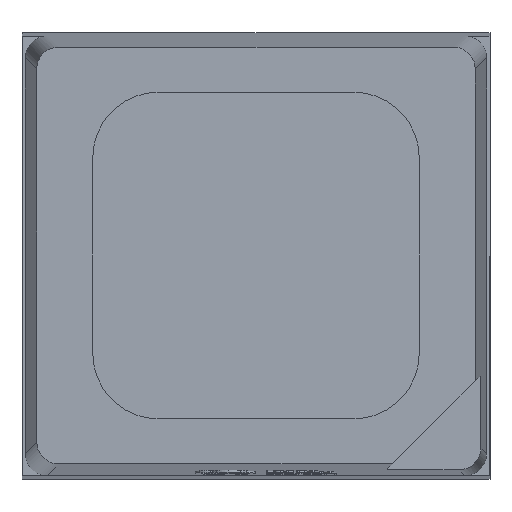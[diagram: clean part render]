
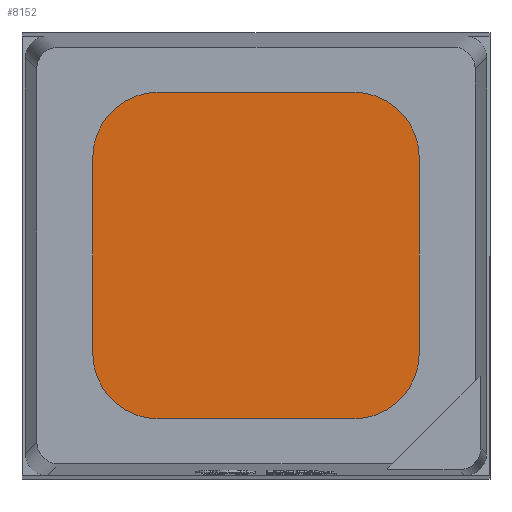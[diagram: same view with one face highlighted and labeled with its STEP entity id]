
A CAD part, top view. The second image highlights one B-rep face of the part: STEP entity #8152.
In plain terms, the highlighted planar face has unit normal (0, 0, 1).
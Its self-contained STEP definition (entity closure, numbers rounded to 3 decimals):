
#225 = ORIENTED_EDGE ( 'NONE', *, *, #5231, .T. ) ;
#317 = CARTESIAN_POINT ( 'NONE',  ( 0.45, 0.45, 1.3 ) ) ;
#331 = CARTESIAN_POINT ( 'NONE',  ( -0.45, 0.45, 1.3 ) ) ;
#386 = EDGE_CURVE ( 'NONE', #4914, #4630, #3033, .T. ) ;
#474 = AXIS2_PLACEMENT_3D ( 'NONE', #16409, #15090, #2174 ) ;
#893 = EDGE_CURVE ( 'NONE', #16470, #4501, #3165, .T. ) ;
#1083 = ORIENTED_EDGE ( 'NONE', *, *, #6976, .T. ) ;
#1340 = ORIENTED_EDGE ( 'NONE', *, *, #893, .T. ) ;
#1994 = CIRCLE ( 'NONE', #474, 0.3 ) ;
#2013 = DIRECTION ( 'NONE',  ( 1., 0., 0. ) ) ;
#2154 = CARTESIAN_POINT ( 'NONE',  ( 0.45, 0.75, 1.3 ) ) ;
#2174 = DIRECTION ( 'NONE',  ( 1., 0., 0. ) ) ;
#2670 = VERTEX_POINT ( 'NONE', #13593 ) ;
#3033 = CIRCLE ( 'NONE', #3640, 0.3 ) ;
#3065 = VECTOR ( 'NONE', #4825, 1000. ) ;
#3165 = LINE ( 'NONE', #9096, #14356 ) ;
#3563 = CARTESIAN_POINT ( 'NONE',  ( -0.45, -0.75, 1.3 ) ) ;
#3582 = DIRECTION ( 'NONE',  ( 1., 0., 0. ) ) ;
#3640 = AXIS2_PLACEMENT_3D ( 'NONE', #4948, #14824, #14628 ) ;
#4453 = EDGE_CURVE ( 'NONE', #4501, #12059, #9062, .T. ) ;
#4501 = VERTEX_POINT ( 'NONE', #17568 ) ;
#4504 = DIRECTION ( 'NONE',  ( 0., 0., 1. ) ) ;
#4630 = VERTEX_POINT ( 'NONE', #3563 ) ;
#4825 = DIRECTION ( 'NONE',  ( 0., -1., 0. ) ) ;
#4914 = VERTEX_POINT ( 'NONE', #17596 ) ;
#4948 = CARTESIAN_POINT ( 'NONE',  ( -0.45, -0.45, 1.3 ) ) ;
#4954 = ORIENTED_EDGE ( 'NONE', *, *, #13954, .T. ) ;
#5231 = EDGE_CURVE ( 'NONE', #13932, #2670, #16994, .T. ) ;
#5698 = CARTESIAN_POINT ( 'NONE',  ( 0.45, 0.75, 1.3 ) ) ;
#5968 = EDGE_CURVE ( 'NONE', #18495, #16470, #1994, .T. ) ;
#6407 = CARTESIAN_POINT ( 'NONE',  ( -0.45, -0.45, 1.3 ) ) ;
#6976 = EDGE_CURVE ( 'NONE', #12059, #13932, #15066, .T. ) ;
#7004 = CARTESIAN_POINT ( 'NONE',  ( 0.75, -0.45, 1.3 ) ) ;
#7383 = DIRECTION ( 'NONE',  ( 0., 1., 0. ) ) ;
#7824 = PLANE ( 'NONE',  #8125 ) ;
#8125 = AXIS2_PLACEMENT_3D ( 'NONE', #6407, #15311, #3582 ) ;
#8152 = ADVANCED_FACE ( 'NONE', ( #13529 ), #7824, .T. ) ;
#8165 = AXIS2_PLACEMENT_3D ( 'NONE', #317, #10600, #2013 ) ;
#8931 = CARTESIAN_POINT ( 'NONE',  ( 0.45, -0.75, 1.3 ) ) ;
#9062 = CIRCLE ( 'NONE', #8165, 0.3 ) ;
#9096 = CARTESIAN_POINT ( 'NONE',  ( 0.75, -0.45, 1.3 ) ) ;
#9146 = VECTOR ( 'NONE', #16499, 1000. ) ;
#9172 = LINE ( 'NONE', #15178, #9146 ) ;
#9331 = LINE ( 'NONE', #16481, #3065 ) ;
#10600 = DIRECTION ( 'NONE',  ( 0., 0., 1. ) ) ;
#11500 = ORIENTED_EDGE ( 'NONE', *, *, #12217, .T. ) ;
#11564 = EDGE_LOOP ( 'NONE', ( #14485, #11500, #11655, #1340, #16402, #1083, #225, #4954 ) ) ;
#11655 = ORIENTED_EDGE ( 'NONE', *, *, #5968, .T. ) ;
#11963 = CARTESIAN_POINT ( 'NONE',  ( -0.45, 0.75, 1.3 ) ) ;
#12059 = VERTEX_POINT ( 'NONE', #5698 ) ;
#12217 = EDGE_CURVE ( 'NONE', #4630, #18495, #9172, .T. ) ;
#12956 = VECTOR ( 'NONE', #13636, 1000. ) ;
#13529 = FACE_OUTER_BOUND ( 'NONE', #11564, .T. ) ;
#13593 = CARTESIAN_POINT ( 'NONE',  ( -0.75, 0.45, 1.3 ) ) ;
#13636 = DIRECTION ( 'NONE',  ( -1., 0., 0. ) ) ;
#13932 = VERTEX_POINT ( 'NONE', #11963 ) ;
#13954 = EDGE_CURVE ( 'NONE', #2670, #4914, #9331, .T. ) ;
#14356 = VECTOR ( 'NONE', #7383, 1000. ) ;
#14485 = ORIENTED_EDGE ( 'NONE', *, *, #386, .T. ) ;
#14628 = DIRECTION ( 'NONE',  ( 1., 0., 0. ) ) ;
#14824 = DIRECTION ( 'NONE',  ( 0., 0., 1. ) ) ;
#15066 = LINE ( 'NONE', #2154, #12956 ) ;
#15090 = DIRECTION ( 'NONE',  ( 0., 0., 1. ) ) ;
#15178 = CARTESIAN_POINT ( 'NONE',  ( -0.45, -0.75, 1.3 ) ) ;
#15311 = DIRECTION ( 'NONE',  ( 0., 0., 1. ) ) ;
#16167 = DIRECTION ( 'NONE',  ( 1., 0., 0. ) ) ;
#16402 = ORIENTED_EDGE ( 'NONE', *, *, #4453, .T. ) ;
#16409 = CARTESIAN_POINT ( 'NONE',  ( 0.45, -0.45, 1.3 ) ) ;
#16470 = VERTEX_POINT ( 'NONE', #7004 ) ;
#16481 = CARTESIAN_POINT ( 'NONE',  ( -0.75, 0.45, 1.3 ) ) ;
#16499 = DIRECTION ( 'NONE',  ( 1., 0., 0. ) ) ;
#16994 = CIRCLE ( 'NONE', #17892, 0.3 ) ;
#17568 = CARTESIAN_POINT ( 'NONE',  ( 0.75, 0.45, 1.3 ) ) ;
#17596 = CARTESIAN_POINT ( 'NONE',  ( -0.75, -0.45, 1.3 ) ) ;
#17892 = AXIS2_PLACEMENT_3D ( 'NONE', #331, #4504, #16167 ) ;
#18495 = VERTEX_POINT ( 'NONE', #8931 ) ;
